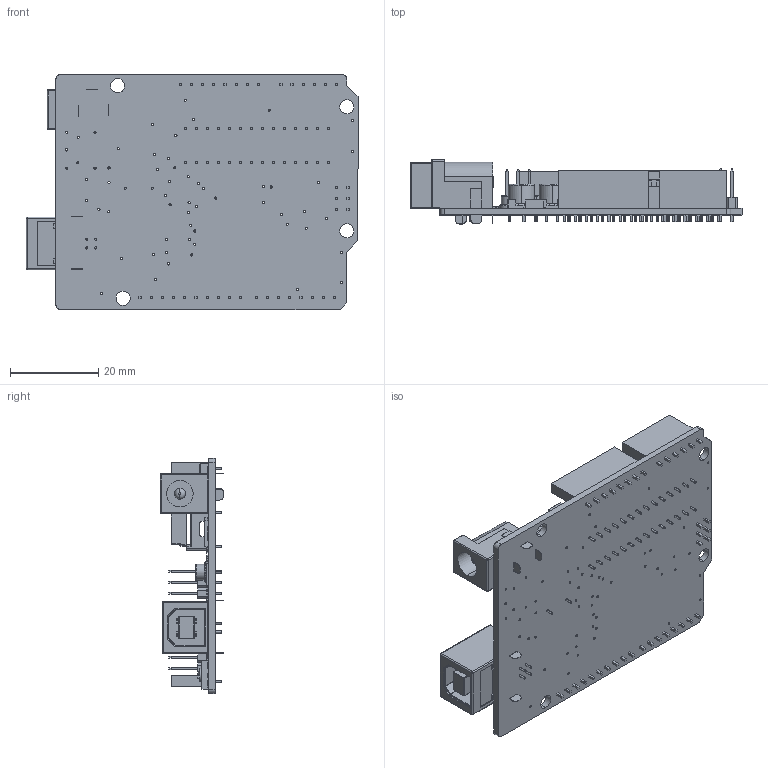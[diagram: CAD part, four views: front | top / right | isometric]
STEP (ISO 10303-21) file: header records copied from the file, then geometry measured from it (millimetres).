
FILE_DESCRIPTION (( 'STEP AP214' ), '1' );
FILE_NAME ('arduinoUnoDetailed.STEP', '2019-11-23T13:10:57', ( '' ), ( '' ), 'SwSTEP 2.0', 'SolidWorks 2018', '' );
FILE_SCHEMA (( 'AUTOMOTIVE_DESIGN' ));
Length unit declared in the file: millimetre
Products named in the file (1): arduinoUnoDetailed
Bounding box: 75.4 x 14.5 x 53.4 mm (x, y, z)
Volume: 12574.5 mm3; surface area: 14745.6 mm2
Topology: 1 solids, 1 shells, 2568 faces, 6836 edges, 4370 vertices
Faces by surface type: plane 1870, cylinder 628, torus 28, sphere 28, bspline 14
Entity records: 107389 total; most frequent: CARTESIAN_POINT 14397, ORIENTED_EDGE 13616, DIRECTION 13038, EDGE_CURVE 6808, LINE 5528, VECTOR 5528, VERTEX_POINT 4370, AXIS2_PLACEMENT_3D 3755
